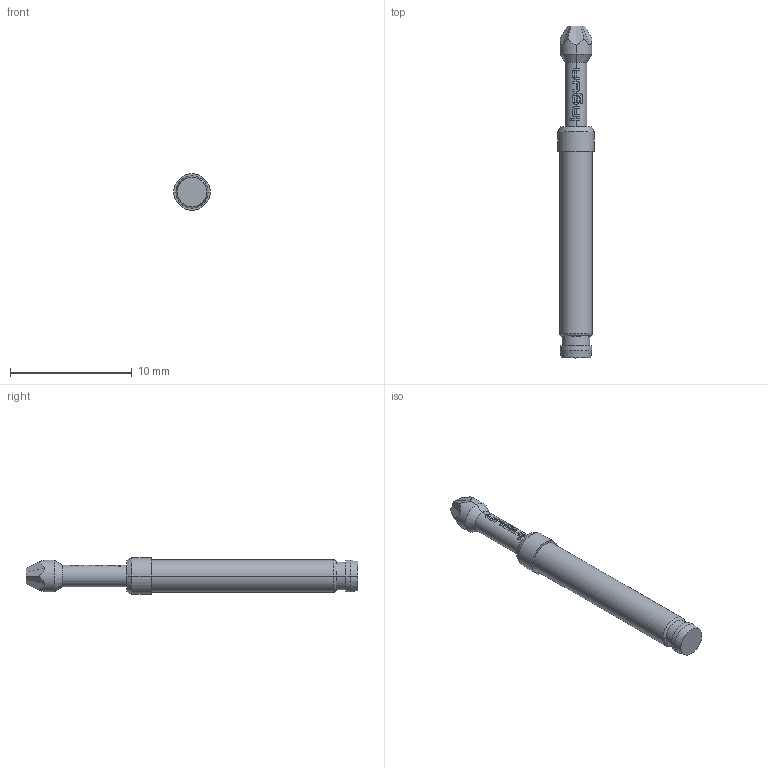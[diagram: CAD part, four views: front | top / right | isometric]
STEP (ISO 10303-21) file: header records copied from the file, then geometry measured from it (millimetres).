
FILE_DESCRIPTION (( 'STEP AP203' ), '1' );
FILE_NAME ('INGUN_GKS-113_287_260_N_xx02.STEP', '2022-09-06T11:05:55', ( 'ochi' ), ( '' ), 'SwSTEP 2.0', 'SolidWorks 2021', '' );
FILE_SCHEMA (( 'CONFIG_CONTROL_DESIGN' ));
Length unit declared in the file: millimetre
Products named in the file (1): INGUN_GKS-113_287_260_N_xx02
Bounding box: 3 x 27.3 x 3 mm (x, y, z)
Volume: 131.4 mm3; surface area: 224.9 mm2
Topology: 1 solids, 1 shells, 118 faces, 322 edges, 210 vertices
Faces by surface type: plane 57, cylinder 31, bspline 22, cone 6, torus 2
Entity records: 4097 total; most frequent: CARTESIAN_POINT 1207, ORIENTED_EDGE 644, DIRECTION 522, EDGE_CURVE 322, VERTEX_POINT 210, AXIS2_PLACEMENT_3D 201, EDGE_LOOP 122, VECTOR 120
